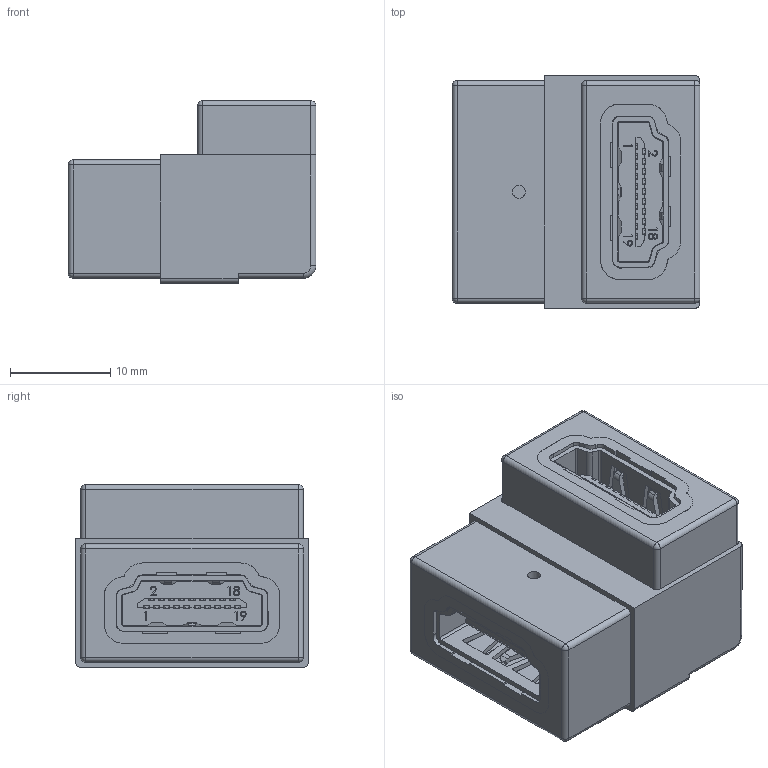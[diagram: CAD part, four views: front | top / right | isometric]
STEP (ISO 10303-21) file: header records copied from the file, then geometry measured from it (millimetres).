
FILE_DESCRIPTION (( 'STEP AP214' ), '1' );
FILE_NAME ('VHC00007.STEP', '2018-04-25T15:18:58', ( '' ), ( '' ), 'SwSTEP 2.0', 'SolidWorks 2017', '' );
FILE_SCHEMA (( 'AUTOMOTIVE_DESIGN' ));
Length unit declared in the file: inch
Products named in the file (5): VHC00004-MA2; 1AH05-019-MA1___; 1AH05-019-MA2(VHC00004-MA2)___; VHC00007-MA1; VHC00007
Assembly tree (5 placements, depth 3):
  VHC00007
    VHC00007-MA1
    VHC00004-MA2  x2
      1AH05-019-MA2(VHC00004-MA2)___
      1AH05-019-MA1___
Bounding box: 24.7 x 23.2 x 18.2 mm (x, y, z)
Volume: 8380 mm3; surface area: 8361.7 mm2
Topology: 9 solids, 9 shells, 1427 faces, 4041 edges, 2622 vertices
Faces by surface type: plane 1044, cylinder 309, bspline 64, sphere 8, torus 2
Full cylindrical faces by diameter (mm): 1.27 x3
Entity records: 30680 total; most frequent: CARTESIAN_POINT 6621, ORIENTED_EDGE 4366, DIRECTION 3845, EDGE_CURVE 2183, VECTOR 1759, LINE 1759, VERTEX_POINT 1419, AXIS2_PLACEMENT_3D 1043
